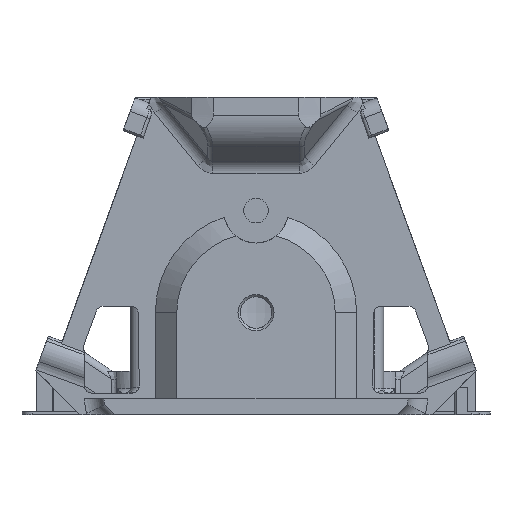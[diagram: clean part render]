
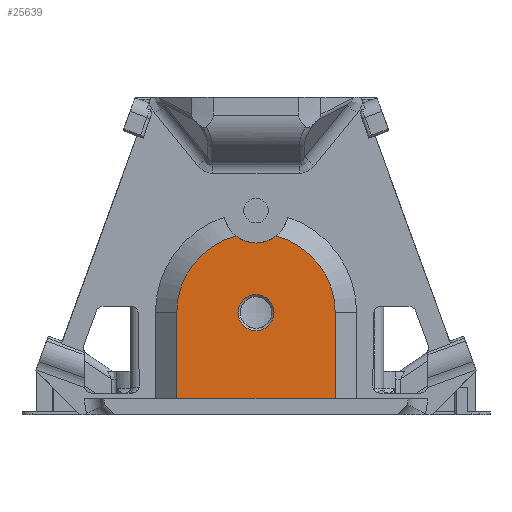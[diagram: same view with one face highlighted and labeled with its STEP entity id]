
A CAD part, front view. The second image highlights one B-rep face of the part: STEP entity #25639.
In plain terms, the highlighted planar face has unit normal (0, -1, 0).
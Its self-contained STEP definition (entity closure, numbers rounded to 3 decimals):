
#784=CIRCLE('',#27373,2.5);
#808=CIRCLE('',#27436,10.979);
#810=CIRCLE('',#27439,10.979);
#811=CIRCLE('',#27442,4.5);
#5278=ORIENTED_EDGE('',*,*,#12056,.F.);
#5279=ORIENTED_EDGE('',*,*,#12051,.F.);
#5280=ORIENTED_EDGE('',*,*,#12055,.T.);
#5281=ORIENTED_EDGE('',*,*,#12057,.F.);
#5282=ORIENTED_EDGE('',*,*,#12058,.F.);
#5283=ORIENTED_EDGE('',*,*,#12048,.T.);
#5284=ORIENTED_EDGE('',*,*,#11927,.F.);
#11927=EDGE_CURVE('',#15483,#15483,#784,.T.);
#12048=EDGE_CURVE('',#15579,#15582,#808,.T.);
#12051=EDGE_CURVE('',#15585,#15586,#810,.T.);
#12055=EDGE_CURVE('',#15585,#15588,#17942,.T.);
#12056=EDGE_CURVE('',#15586,#15582,#811,.T.);
#12057=EDGE_CURVE('',#15589,#15588,#17943,.T.);
#12058=EDGE_CURVE('',#15579,#15589,#17944,.T.);
#15483=VERTEX_POINT('',#43552);
#15579=VERTEX_POINT('',#43845);
#15582=VERTEX_POINT('',#43854);
#15585=VERTEX_POINT('',#43861);
#15586=VERTEX_POINT('',#43863);
#15588=VERTEX_POINT('',#43873);
#15589=VERTEX_POINT('',#43878);
#17942=LINE('',#43874,#20026);
#17943=LINE('',#43877,#20027);
#17944=LINE('',#43879,#20028);
#20026=VECTOR('',#31456,1000.);
#20027=VECTOR('',#31461,1000.);
#20028=VECTOR('',#31462,1000.);
#21758=EDGE_LOOP('',(#5278,#5279,#5280,#5281,#5282,#5283));
#21759=EDGE_LOOP('',(#5284));
#23372=FACE_BOUND('',#21758,.T.);
#23373=FACE_BOUND('',#21759,.T.);
#24772=PLANE('',#27441);
#25639=ADVANCED_FACE('',(#23372,#23373),#24772,.T.);
#27373=AXIS2_PLACEMENT_3D('',#43551,#31239,#31240);
#27436=AXIS2_PLACEMENT_3D('',#43855,#31443,#31444);
#27439=AXIS2_PLACEMENT_3D('',#43862,#31450,#31451);
#27441=AXIS2_PLACEMENT_3D('',#43875,#31457,#31458);
#27442=AXIS2_PLACEMENT_3D('',#43876,#31459,#31460);
#31239=DIRECTION('',(0.,-1.,0.));
#31240=DIRECTION('',(1.,0.,0.));
#31443=DIRECTION('',(0.,-1.,0.));
#31444=DIRECTION('',(-1.,0.,0.));
#31450=DIRECTION('',(0.,1.,0.));
#31451=DIRECTION('',(-1.,0.,0.));
#31456=DIRECTION('',(0.,0.,-1.));
#31457=DIRECTION('',(0.,-1.,0.));
#31458=DIRECTION('',(-1.,0.,0.));
#31459=DIRECTION('',(0.,-1.,0.));
#31460=DIRECTION('',(1.,0.,0.));
#31461=DIRECTION('',(-1.,0.,0.));
#31462=DIRECTION('',(0.,0.,-1.));
#43551=CARTESIAN_POINT('',(-115.4,1.55,14.15));
#43552=CARTESIAN_POINT('',(-112.9,1.55,14.15));
#43845=CARTESIAN_POINT('',(-104.421,1.55,14.15));
#43854=CARTESIAN_POINT('',(-112.61,1.55,24.769));
#43855=CARTESIAN_POINT('',(-115.4,1.55,14.15));
#43861=CARTESIAN_POINT('',(-126.379,1.55,14.15));
#43862=CARTESIAN_POINT('',(-115.4,1.55,14.15));
#43863=CARTESIAN_POINT('',(-118.19,1.55,24.769));
#43873=CARTESIAN_POINT('',(-126.379,1.55,2.2));
#43874=CARTESIAN_POINT('',(-126.379,1.55,14.15));
#43875=CARTESIAN_POINT('',(-115.4,1.55,14.15));
#43876=CARTESIAN_POINT('',(-115.4,1.55,28.3));
#43877=CARTESIAN_POINT('',(-115.398,1.55,2.2));
#43878=CARTESIAN_POINT('',(-104.421,1.55,2.2));
#43879=CARTESIAN_POINT('',(-104.421,1.55,14.15));
